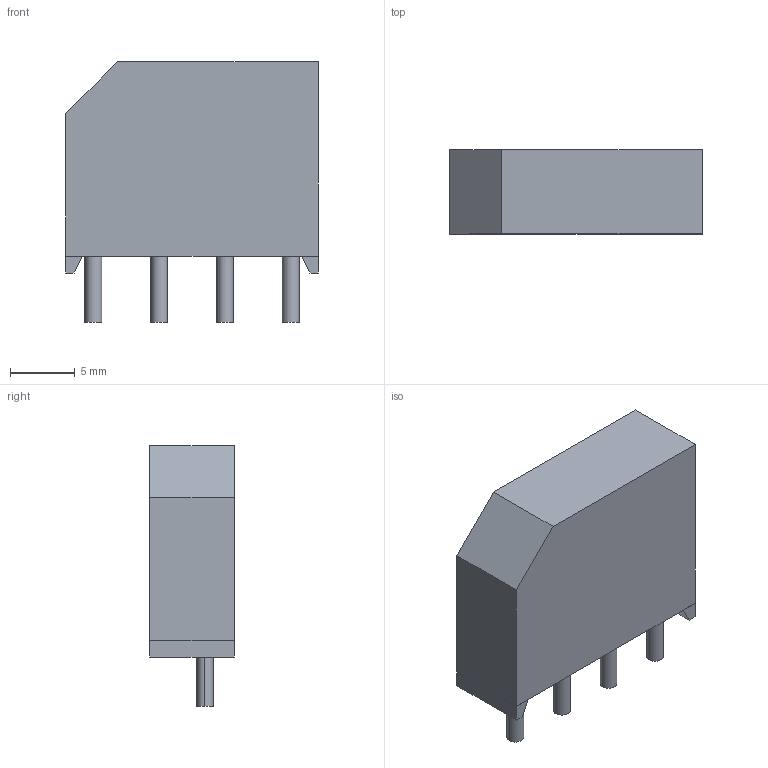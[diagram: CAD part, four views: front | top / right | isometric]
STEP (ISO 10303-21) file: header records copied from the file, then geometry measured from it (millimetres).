
FILE_DESCRIPTION((''),'2;1');
FILE_NAME('VISHAY_KBL.stp','2015-01-14T13:03:05',(''),(''),'Mechanical Desktop 2011','Mechanical Desktop 2011',', , ');
FILE_SCHEMA(('AUTOMOTIVE_DESIGN { 1 2 10303 214 1 1 1 1 }'));
Length unit declared in the file: millimetre
Products named in the file (1): Product
Bounding box: 19.5 x 6.5 x 20.1 mm (x, y, z)
Volume: 1892.8 mm3; surface area: 1162.4 mm2
Topology: 7 solids, 7 shells, 35 faces, 63 edges, 42 vertices
Faces by surface type: plane 21, cylinder 8, bspline 6
Entity records: 899 total; most frequent: CARTESIAN_POINT 159, DIRECTION 139, ORIENTED_EDGE 126, EDGE_CURVE 63, VECTOR 47, LINE 47, AXIS2_PLACEMENT_3D 46, VERTEX_POINT 42
